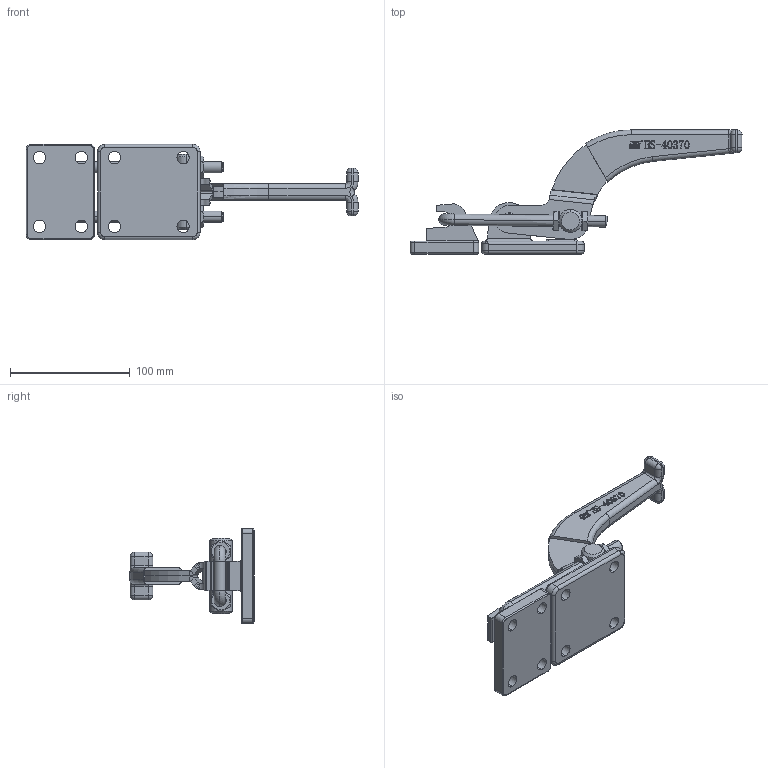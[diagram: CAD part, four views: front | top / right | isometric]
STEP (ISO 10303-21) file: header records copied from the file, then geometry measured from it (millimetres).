
FILE_DESCRIPTION (( 'STEP AP203' ), '1' );
FILE_NAME ('HS-40370 装配体.STEP', '2018-12-07T06:59:50', ( 'PCOS' ), ( '微软中国' ), 'SwSTEP 2.0', 'SolidWorks 2012', '' );
FILE_SCHEMA (( 'CONFIG_CONTROL_DESIGN' ));
Length unit declared in the file: millimetre
Products named in the file (10): 忒梟酘; 忒梟衵; 忒參; 縐諶; 菁釱; HS-40370 蚾饜极; hex thin nuts-grades ab-chamfered gb_GB_FASTENER_NUT_STNAB M10-N; 挴裝; 种2; 种1
Assembly tree (12 placements, depth 2):
  HS-40370 蚾饜极
    菁釱
    縐諶
    忒參
    忒梟衵
    忒梟酘
    种1
    种2
    挴裝
    hex thin nuts-grades ab-chamfered gb_GB_FASTENER_NUT_STNAB M10-N  x4
Bounding box: 276.92 x 103.57 x 79.4 mm (x, y, z)
Volume: 261805.4 mm3; surface area: 80917.7 mm2
Topology: 12 solids, 12 shells, 713 faces, 1808 edges, 1148 vertices
Faces by surface type: plane 288, cylinder 190, bspline 148, cone 40, torus 39, sphere 8
Entity records: 27290 total; most frequent: CARTESIAN_POINT 10979, ORIENTED_EDGE 3356, DIRECTION 2784, EDGE_CURVE 1678, VERTEX_POINT 1074, AXIS2_PLACEMENT_3D 933, LINE 918, VECTOR 918
